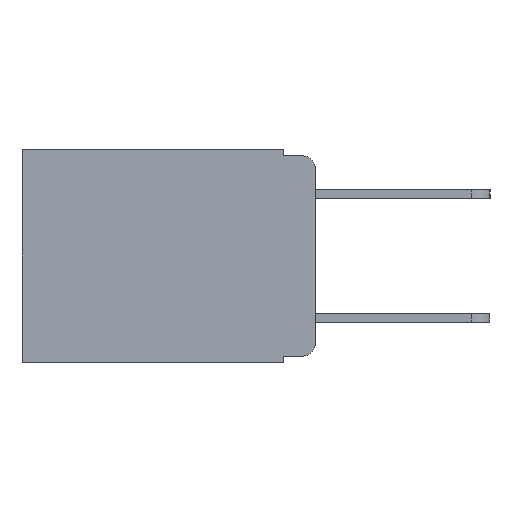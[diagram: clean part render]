
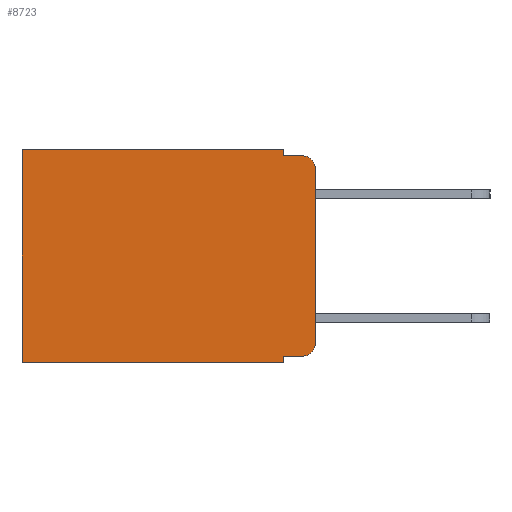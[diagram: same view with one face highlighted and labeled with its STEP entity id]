
A CAD part, left-side view. The second image highlights one B-rep face of the part: STEP entity #8723.
In plain terms, the highlighted planar face has unit normal (-1, 0, 0).
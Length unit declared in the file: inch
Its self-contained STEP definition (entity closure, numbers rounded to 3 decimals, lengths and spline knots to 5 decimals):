
#105 = EDGE_CURVE ( 'NONE', #7021, #7261, #4359, .T. ) ;
#390 = ORIENTED_EDGE ( 'NONE', *, *, #13516, .F. ) ;
#457 = CARTESIAN_POINT ( 'NONE',  ( 0.298, 0., 0. ) ) ;
#543 = CARTESIAN_POINT ( 'NONE',  ( 0.298, 0.473, -0.343 ) ) ;
#590 = DIRECTION ( 'NONE',  ( 0., 1., 0. ) ) ;
#826 = CARTESIAN_POINT ( 'NONE',  ( 0.298, 0.02, -0.313 ) ) ;
#965 = DIRECTION ( 'NONE',  ( 0., 0., -1. ) ) ;
#1867 = CARTESIAN_POINT ( 'NONE',  ( 0.298, 0.051, -0.333 ) ) ;
#1982 = VERTEX_POINT ( 'NONE', #4346 ) ;
#2186 = ORIENTED_EDGE ( 'NONE', *, *, #4770, .T. ) ;
#2417 = EDGE_CURVE ( 'NONE', #3187, #7836, #14842, .T. ) ;
#2517 = VECTOR ( 'NONE', #12021, 39.37008 ) ;
#2615 = VERTEX_POINT ( 'NONE', #6389 ) ;
#2621 = ORIENTED_EDGE ( 'NONE', *, *, #12585, .F. ) ;
#2635 = VERTEX_POINT ( 'NONE', #1867 ) ;
#2797 = ORIENTED_EDGE ( 'NONE', *, *, #2417, .T. ) ;
#2831 = DIRECTION ( 'NONE',  ( 0., 0., -1. ) ) ;
#3187 = VERTEX_POINT ( 'NONE', #12053 ) ;
#3260 = ORIENTED_EDGE ( 'NONE', *, *, #105, .T. ) ;
#3443 = ORIENTED_EDGE ( 'NONE', *, *, #6155, .F. ) ;
#3642 = LINE ( 'NONE', #5878, #11717 ) ;
#3851 = VERTEX_POINT ( 'NONE', #5945 ) ;
#4346 = CARTESIAN_POINT ( 'NONE',  ( 0.298, 0.051, -0.01 ) ) ;
#4359 = CIRCLE ( 'NONE', #10630, 0.02 ) ;
#4770 = EDGE_CURVE ( 'NONE', #2635, #7021, #10775, .T. ) ;
#4828 = CARTESIAN_POINT ( 'NONE',  ( 0.298, 0.051, 0. ) ) ;
#4841 = ORIENTED_EDGE ( 'NONE', *, *, #13645, .F. ) ;
#5093 = CARTESIAN_POINT ( 'NONE',  ( 0.298, 0., -0.03 ) ) ;
#5564 = VERTEX_POINT ( 'NONE', #543 ) ;
#5606 = VECTOR ( 'NONE', #17003, 39.37008 ) ;
#5735 = ORIENTED_EDGE ( 'NONE', *, *, #16396, .F. ) ;
#5878 = CARTESIAN_POINT ( 'NONE',  ( 0.298, 0.051, 0. ) ) ;
#5945 = CARTESIAN_POINT ( 'NONE',  ( 0.298, 0.02, -0.01 ) ) ;
#6155 = EDGE_CURVE ( 'NONE', #2635, #2615, #3642, .T. ) ;
#6389 = CARTESIAN_POINT ( 'NONE',  ( 0.298, 0.051, -0.343 ) ) ;
#6593 = DIRECTION ( 'NONE',  ( 0., 0., -1. ) ) ;
#6812 = EDGE_CURVE ( 'NONE', #11648, #3851, #13917, .T. ) ;
#7021 = VERTEX_POINT ( 'NONE', #16417 ) ;
#7210 = EDGE_CURVE ( 'NONE', #7836, #5564, #12170, .T. ) ;
#7261 = VERTEX_POINT ( 'NONE', #8340 ) ;
#7651 = ORIENTED_EDGE ( 'NONE', *, *, #7210, .T. ) ;
#7836 = VERTEX_POINT ( 'NONE', #17667 ) ;
#8340 = CARTESIAN_POINT ( 'NONE',  ( 0.298, 0., -0.313 ) ) ;
#8590 = EDGE_LOOP ( 'NONE', ( #5735, #11395, #4841, #2621, #2797, #7651, #390, #3443, #2186, #3260 ) ) ;
#8660 = PLANE ( 'NONE',  #14195 ) ;
#8723 = ADVANCED_FACE ( 'NONE', ( #11325 ), #8660, .F. ) ;
#9163 = DIRECTION ( 'NONE',  ( 0., 0., -1. ) ) ;
#9551 = CARTESIAN_POINT ( 'NONE',  ( 0.298, 0.051, -0.333 ) ) ;
#9906 = LINE ( 'NONE', #13100, #13611 ) ;
#10589 = DIRECTION ( 'NONE',  ( -1., 0., 0. ) ) ;
#10630 = AXIS2_PLACEMENT_3D ( 'NONE', #826, #19338, #9163 ) ;
#10775 = LINE ( 'NONE', #9551, #18479 ) ;
#11325 = FACE_OUTER_BOUND ( 'NONE', #8590, .T. ) ;
#11395 = ORIENTED_EDGE ( 'NONE', *, *, #6812, .T. ) ;
#11648 = VERTEX_POINT ( 'NONE', #5093 ) ;
#11717 = VECTOR ( 'NONE', #2831, 39.37008 ) ;
#12021 = DIRECTION ( 'NONE',  ( 0., 1., 0. ) ) ;
#12053 = CARTESIAN_POINT ( 'NONE',  ( 0.298, 0.051, 0. ) ) ;
#12170 = LINE ( 'NONE', #12256, #15857 ) ;
#12256 = CARTESIAN_POINT ( 'NONE',  ( 0.298, 0.473, 0. ) ) ;
#12423 = CARTESIAN_POINT ( 'NONE',  ( 0.298, 0., 0. ) ) ;
#12434 = VECTOR ( 'NONE', #12745, 39.37008 ) ;
#12585 = EDGE_CURVE ( 'NONE', #3187, #1982, #20364, .T. ) ;
#12745 = DIRECTION ( 'NONE',  ( 0., 0., -1. ) ) ;
#13100 = CARTESIAN_POINT ( 'NONE',  ( 0.298, 0., 0. ) ) ;
#13366 = LINE ( 'NONE', #19637, #19890 ) ;
#13516 = EDGE_CURVE ( 'NONE', #2615, #5564, #13366, .T. ) ;
#13611 = VECTOR ( 'NONE', #19130, 39.37008 ) ;
#13645 = EDGE_CURVE ( 'NONE', #1982, #3851, #18159, .T. ) ;
#13906 = CARTESIAN_POINT ( 'NONE',  ( 0.298, 0.051, -0.01 ) ) ;
#13917 = CIRCLE ( 'NONE', #19715, 0.02 ) ;
#14195 = AXIS2_PLACEMENT_3D ( 'NONE', #457, #16290, #965 ) ;
#14842 = LINE ( 'NONE', #12423, #2517 ) ;
#15857 = VECTOR ( 'NONE', #6593, 39.37008 ) ;
#16185 = DIRECTION ( 'NONE',  ( 0., -1., 0. ) ) ;
#16290 = DIRECTION ( 'NONE',  ( 1., 0., 0. ) ) ;
#16396 = EDGE_CURVE ( 'NONE', #11648, #7261, #9906, .T. ) ;
#16417 = CARTESIAN_POINT ( 'NONE',  ( 0.298, 0.02, -0.333 ) ) ;
#17003 = DIRECTION ( 'NONE',  ( 0., -1., 0. ) ) ;
#17396 = CARTESIAN_POINT ( 'NONE',  ( 0.298, 0.02, -0.03 ) ) ;
#17482 = DIRECTION ( 'NONE',  ( 0., 0., -1. ) ) ;
#17667 = CARTESIAN_POINT ( 'NONE',  ( 0.298, 0.473, 0. ) ) ;
#18159 = LINE ( 'NONE', #13906, #5606 ) ;
#18479 = VECTOR ( 'NONE', #16185, 39.37008 ) ;
#19130 = DIRECTION ( 'NONE',  ( 0., 0., -1. ) ) ;
#19338 = DIRECTION ( 'NONE',  ( -1., 0., 0. ) ) ;
#19637 = CARTESIAN_POINT ( 'NONE',  ( 0.298, 0., -0.343 ) ) ;
#19715 = AXIS2_PLACEMENT_3D ( 'NONE', #17396, #10589, #17482 ) ;
#19890 = VECTOR ( 'NONE', #590, 39.37008 ) ;
#20364 = LINE ( 'NONE', #4828, #12434 ) ;
